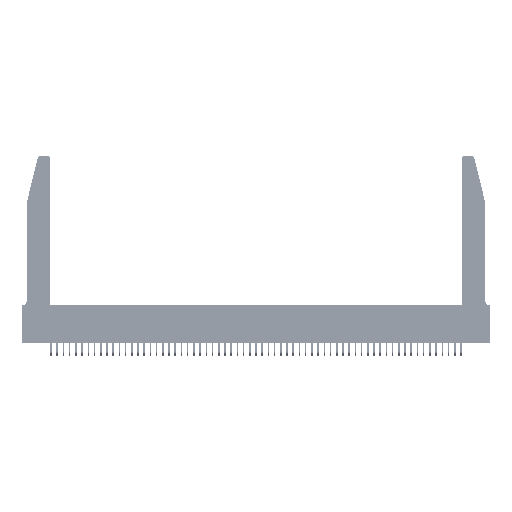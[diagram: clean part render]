
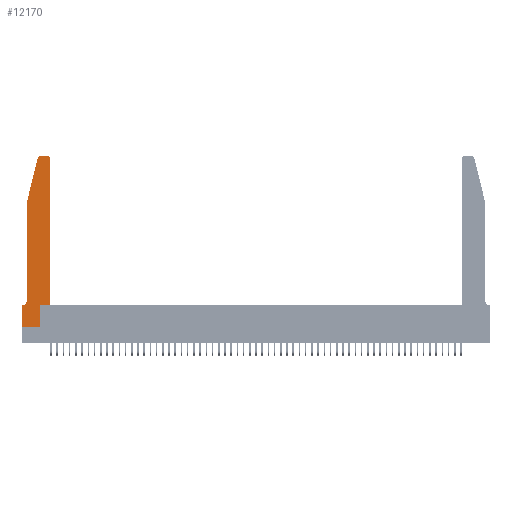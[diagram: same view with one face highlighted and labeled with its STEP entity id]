
A CAD part, top view. The second image highlights one B-rep face of the part: STEP entity #12170.
In plain terms, the highlighted planar face has unit normal (0, 0, 1).
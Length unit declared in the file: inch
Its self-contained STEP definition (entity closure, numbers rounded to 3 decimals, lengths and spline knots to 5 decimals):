
#59 = CARTESIAN_POINT ( 'NONE',  ( 0.0055, 0.35, 0.37 ) ) ;
#389 = CARTESIAN_POINT ( 'NONE',  ( 0.2605, 2.75, 0.37 ) ) ;
#2328 = VERTEX_POINT ( 'NONE', #22385 ) ;
#2454 = LINE ( 'NONE', #53940, #12562 ) ;
#2641 = CARTESIAN_POINT ( 'NONE',  ( 0.0755, 0.42, 0.37 ) ) ;
#3450 = VERTEX_POINT ( 'NONE', #59 ) ;
#3643 = ORIENTED_EDGE ( 'NONE', *, *, #16222, .T. ) ;
#3693 = EDGE_CURVE ( 'NONE', #8170, #14100, #19710, .T. ) ;
#4363 = ORIENTED_EDGE ( 'NONE', *, *, #46473, .T. ) ;
#5290 = LINE ( 'NONE', #46622, #26801 ) ;
#5356 = DIRECTION ( 'NONE',  ( 0., 0., 1. ) ) ;
#6271 = EDGE_CURVE ( 'NONE', #17850, #3450, #32939, .T. ) ;
#7156 = LINE ( 'NONE', #8167, #28634 ) ;
#7672 = DIRECTION ( 'NONE',  ( 0., -1., 0. ) ) ;
#7786 = EDGE_CURVE ( 'NONE', #2328, #22243, #5290, .T. ) ;
#7796 = CIRCLE ( 'NONE', #10638, 0.03 ) ;
#8107 = CARTESIAN_POINT ( 'NONE',  ( 0.0755, 2., 0.37 ) ) ;
#8167 = CARTESIAN_POINT ( 'NONE',  ( 0., 0., 0.37 ) ) ;
#8170 = VERTEX_POINT ( 'NONE', #14837 ) ;
#9399 = VECTOR ( 'NONE', #19194, 39.37008 ) ;
#9565 = CARTESIAN_POINT ( 'NONE',  ( 0.0755, 0.35, 0.37 ) ) ;
#9601 = EDGE_CURVE ( 'NONE', #22243, #49797, #7796, .T. ) ;
#10638 = AXIS2_PLACEMENT_3D ( 'NONE', #31089, #5356, #35425 ) ;
#11042 = VERTEX_POINT ( 'NONE', #39682 ) ;
#11247 = VERTEX_POINT ( 'NONE', #41732 ) ;
#11462 = CARTESIAN_POINT ( 'NONE',  ( 0.4505, 2.72, 0.37 ) ) ;
#12170 = ADVANCED_FACE ( 'NONE', ( #30914 ), #46828, .T. ) ;
#12317 = DIRECTION ( 'NONE',  ( 1., 0., 0. ) ) ;
#12562 = VECTOR ( 'NONE', #28197, 39.37008 ) ;
#13059 = LINE ( 'NONE', #389, #46013 ) ;
#13069 = EDGE_CURVE ( 'NONE', #3450, #11042, #46310, .T. ) ;
#14100 = VERTEX_POINT ( 'NONE', #8107 ) ;
#14432 = CARTESIAN_POINT ( 'NONE',  ( 0.4205, 2.75, 0.37 ) ) ;
#14837 = CARTESIAN_POINT ( 'NONE',  ( 0.25487, 2.72718, 0.37 ) ) ;
#15433 = DIRECTION ( 'NONE',  ( 0., 1., 0. ) ) ;
#16222 = EDGE_CURVE ( 'NONE', #24565, #8170, #16437, .T. ) ;
#16437 = CIRCLE ( 'NONE', #37127, 0.03 ) ;
#16490 = ORIENTED_EDGE ( 'NONE', *, *, #37860, .T. ) ;
#16508 = EDGE_CURVE ( 'NONE', #49797, #24565, #13059, .T. ) ;
#16964 = CARTESIAN_POINT ( 'NONE',  ( 0.0055, 0.42, 0.37 ) ) ;
#17495 = AXIS2_PLACEMENT_3D ( 'NONE', #21082, #25391, #55449 ) ;
#17850 = VERTEX_POINT ( 'NONE', #2641 ) ;
#18760 = CARTESIAN_POINT ( 'NONE',  ( 0.2865, 0.35, 0.37 ) ) ;
#18809 = DIRECTION ( 'NONE',  ( -0.239, -0.971, 0. ) ) ;
#19194 = DIRECTION ( 'NONE',  ( 1., 0., 0. ) ) ;
#19710 = LINE ( 'NONE', #44583, #32483 ) ;
#21082 = CARTESIAN_POINT ( 'NONE',  ( 0., 0.35, 0.37 ) ) ;
#21281 = DIRECTION ( 'NONE',  ( -1., 0., 0. ) ) ;
#22098 = VERTEX_POINT ( 'NONE', #18760 ) ;
#22243 = VERTEX_POINT ( 'NONE', #11462 ) ;
#22385 = CARTESIAN_POINT ( 'NONE',  ( 0.4505, 0.35, 0.37 ) ) ;
#24471 = DIRECTION ( 'NONE',  ( 0., 0., 1. ) ) ;
#24565 = VERTEX_POINT ( 'NONE', #37728 ) ;
#24745 = CARTESIAN_POINT ( 'NONE',  ( 0.0755, 2., 0.37 ) ) ;
#25179 = DIRECTION ( 'NONE',  ( 0., 1., 0. ) ) ;
#25340 = EDGE_CURVE ( 'NONE', #11247, #48106, #7156, .T. ) ;
#25346 = ORIENTED_EDGE ( 'NONE', *, *, #35903, .T. ) ;
#25391 = DIRECTION ( 'NONE',  ( 0., 0., 1. ) ) ;
#26776 = ORIENTED_EDGE ( 'NONE', *, *, #16508, .T. ) ;
#26801 = VECTOR ( 'NONE', #25179, 39.37008 ) ;
#27505 = ORIENTED_EDGE ( 'NONE', *, *, #55230, .T. ) ;
#28185 = EDGE_LOOP ( 'NONE', ( #26776, #3643, #49742, #27505, #31457, #52227, #4363, #38216, #16490, #25346, #29740, #38591 ) ) ;
#28197 = DIRECTION ( 'NONE',  ( 0., -1., 0. ) ) ;
#28634 = VECTOR ( 'NONE', #12317, 39.37008 ) ;
#29740 = ORIENTED_EDGE ( 'NONE', *, *, #7786, .T. ) ;
#30418 = DIRECTION ( 'NONE',  ( -1., 0., 0. ) ) ;
#30551 = VECTOR ( 'NONE', #15433, 39.37008 ) ;
#30914 = FACE_OUTER_BOUND ( 'NONE', #28185, .T. ) ;
#31089 = CARTESIAN_POINT ( 'NONE',  ( 0.4205, 2.72, 0.37 ) ) ;
#31457 = ORIENTED_EDGE ( 'NONE', *, *, #6271, .T. ) ;
#31915 = LINE ( 'NONE', #36858, #30551 ) ;
#32483 = VECTOR ( 'NONE', #18809, 39.37008 ) ;
#32939 = CIRCLE ( 'NONE', #38571, 0.07 ) ;
#34864 = VECTOR ( 'NONE', #48254, 39.37008 ) ;
#35425 = DIRECTION ( 'NONE',  ( 1., 0., 0. ) ) ;
#35903 = EDGE_CURVE ( 'NONE', #22098, #2328, #53742, .T. ) ;
#36293 = CARTESIAN_POINT ( 'NONE',  ( 0.4505, 0.35, 0.37 ) ) ;
#36833 = LINE ( 'NONE', #24745, #46911 ) ;
#36858 = CARTESIAN_POINT ( 'NONE',  ( 0.2865, 0.35, 0.37 ) ) ;
#37127 = AXIS2_PLACEMENT_3D ( 'NONE', #50205, #24471, #54527 ) ;
#37728 = CARTESIAN_POINT ( 'NONE',  ( 0.284, 2.75, 0.37 ) ) ;
#37860 = EDGE_CURVE ( 'NONE', #48106, #22098, #31915, .T. ) ;
#38216 = ORIENTED_EDGE ( 'NONE', *, *, #25340, .T. ) ;
#38571 = AXIS2_PLACEMENT_3D ( 'NONE', #16964, #47037, #21281 ) ;
#38591 = ORIENTED_EDGE ( 'NONE', *, *, #9601, .T. ) ;
#39682 = CARTESIAN_POINT ( 'NONE',  ( 0., 0.35, 0.37 ) ) ;
#41464 = CARTESIAN_POINT ( 'NONE',  ( 0.2865, 0., 0.37 ) ) ;
#41732 = CARTESIAN_POINT ( 'NONE',  ( 0., 0., 0.37 ) ) ;
#44583 = CARTESIAN_POINT ( 'NONE',  ( 0.0755, 2., 0.37 ) ) ;
#46013 = VECTOR ( 'NONE', #30418, 39.37008 ) ;
#46310 = LINE ( 'NONE', #9565, #34864 ) ;
#46473 = EDGE_CURVE ( 'NONE', #11042, #11247, #2454, .T. ) ;
#46622 = CARTESIAN_POINT ( 'NONE',  ( 0.4505, 0.35, 0.37 ) ) ;
#46828 = PLANE ( 'NONE',  #17495 ) ;
#46911 = VECTOR ( 'NONE', #7672, 39.37008 ) ;
#47037 = DIRECTION ( 'NONE',  ( 0., 0., -1. ) ) ;
#48106 = VERTEX_POINT ( 'NONE', #41464 ) ;
#48254 = DIRECTION ( 'NONE',  ( -1., 0., 0. ) ) ;
#49742 = ORIENTED_EDGE ( 'NONE', *, *, #3693, .T. ) ;
#49797 = VERTEX_POINT ( 'NONE', #14432 ) ;
#50205 = CARTESIAN_POINT ( 'NONE',  ( 0.284, 2.72, 0.37 ) ) ;
#52227 = ORIENTED_EDGE ( 'NONE', *, *, #13069, .T. ) ;
#53742 = LINE ( 'NONE', #36293, #9399 ) ;
#53940 = CARTESIAN_POINT ( 'NONE',  ( 0., 0., 0.37 ) ) ;
#54527 = DIRECTION ( 'NONE',  ( 1., 0., 0. ) ) ;
#55230 = EDGE_CURVE ( 'NONE', #14100, #17850, #36833, .T. ) ;
#55449 = DIRECTION ( 'NONE',  ( 1., 0., 0. ) ) ;
